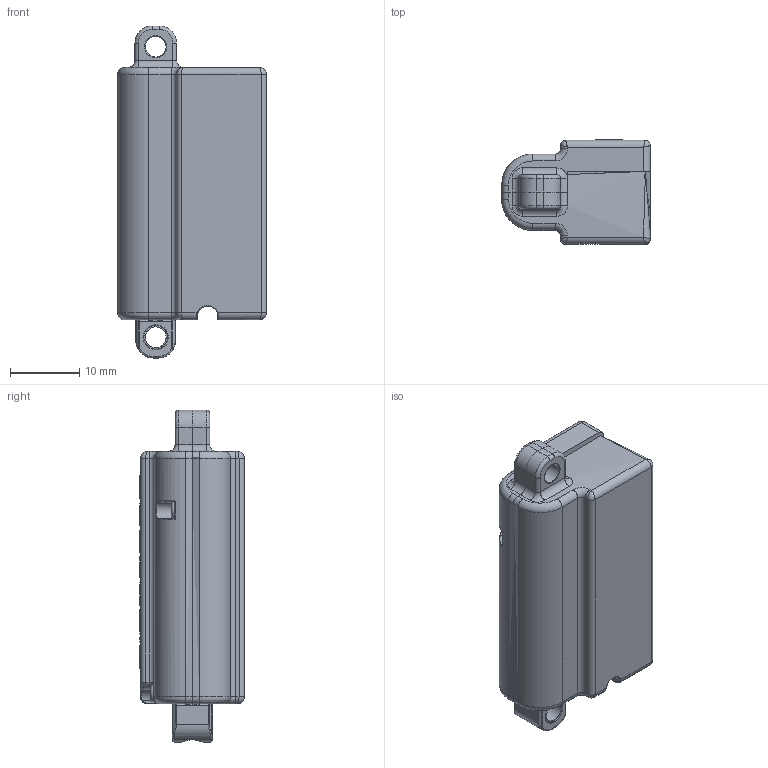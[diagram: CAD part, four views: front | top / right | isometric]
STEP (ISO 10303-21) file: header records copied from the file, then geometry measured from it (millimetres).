
FILE_DESCRIPTION (( 'STEP AP203' ), '1' );
FILE_NAME ('20-019404.step', '2022-03-18T14:02:04', ( '' ), ( '' ), 'SwSTEP 2.0', 'SolidWorks 2021', '' );
FILE_SCHEMA (( 'CONFIG_CONTROL_DESIGN' ));
Length unit declared in the file: millimetre
Products named in the file (1): 20-019404
Bounding box: 21.5 x 15.1 x 48.01 mm (x, y, z)
Surface area: 6903.1 mm2 (no closed solid volume)
Topology: 0 solids, 6 shells, 802 faces, 2027 edges, 1223 vertices
Faces by surface type: plane 354, cylinder 249, torus 126, bspline 55, sphere 16, cone 2
Entity records: 30971 total; most frequent: CARTESIAN_POINT 16294, ORIENTED_EDGE 3941, EDGE_CURVE 2014, B_SPLINE_CURVE_WITH_KNOTS 1945, DIRECTION 1501, VERTEX_POINT 1223, EDGE_LOOP 830, FACE_OUTER_BOUND 802
